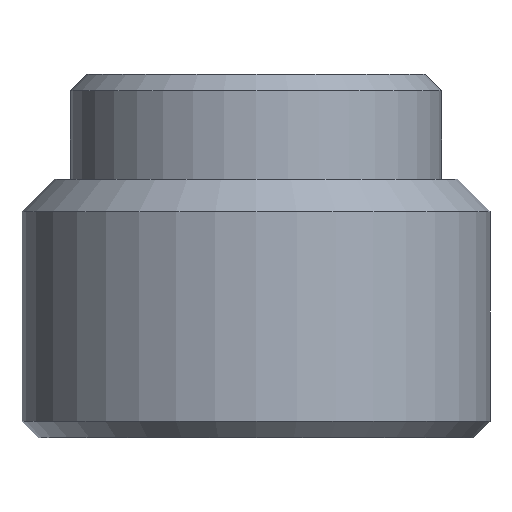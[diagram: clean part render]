
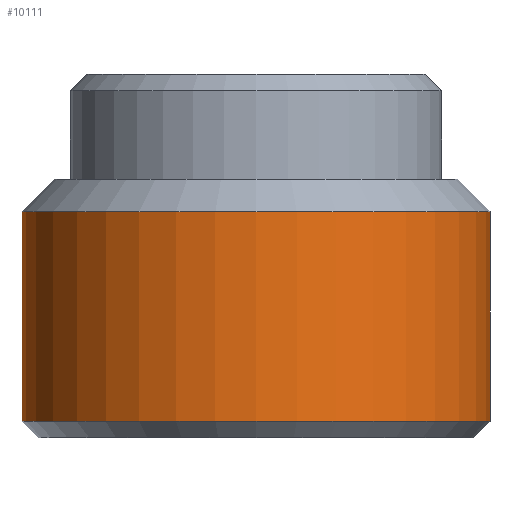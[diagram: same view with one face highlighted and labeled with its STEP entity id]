
A CAD part, left-side view. The second image highlights one B-rep face of the part: STEP entity #10111.
In plain terms, the highlighted cylindrical face has radius 7.366 mm (diameter 14.732 mm), a partial arc.
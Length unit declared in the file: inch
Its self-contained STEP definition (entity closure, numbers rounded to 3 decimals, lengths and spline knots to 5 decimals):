
#75 = EDGE_CURVE ( 'NONE', #5578, #7924, #6928, .T. ) ;
#108 = EDGE_CURVE ( 'NONE', #5566, #7818, #6976, .T. ) ;
#164 = CARTESIAN_POINT ( 'NONE',  ( 0.1904, 0.26455, -0.25222 ) ) ;
#165 = DIRECTION ( 'NONE',  ( 0., 0., 1. ) ) ;
#1045 = CARTESIAN_POINT ( 'NONE',  ( 0.1904, 0.84455, -0.68222 ) ) ;
#1049 = CARTESIAN_POINT ( 'NONE',  ( 0.1904, 0.84455, -0.42222 ) ) ;
#1117 = CARTESIAN_POINT ( 'NONE',  ( 0.1904, 0.26455, -0.68222 ) ) ;
#1161 = CARTESIAN_POINT ( 'NONE',  ( 0.1904, 0.55455, -0.42222 ) ) ;
#1167 = DIRECTION ( 'NONE',  ( 0., -1., 0. ) ) ;
#1176 = DIRECTION ( 'NONE',  ( 0., 0., 1. ) ) ;
#1324 = EDGE_CURVE ( 'NONE', #7818, #7924, #5752, .T. ) ;
#1418 = EDGE_CURVE ( 'NONE', #5566, #5578, #5883, .T. ) ;
#1452 = CARTESIAN_POINT ( 'NONE',  ( 0.1904, 0.84455, -0.25222 ) ) ;
#1459 = DIRECTION ( 'NONE',  ( 0., 0., 1. ) ) ;
#2183 = AXIS2_PLACEMENT_3D ( 'NONE', #3242, #3245, #3262 ) ;
#2762 = FACE_OUTER_BOUND ( 'NONE', #3701, .T. ) ;
#2771 = CYLINDRICAL_SURFACE ( 'NONE', #2183, 0.29 ) ;
#3242 = CARTESIAN_POINT ( 'NONE',  ( 0.1904, 0.55455, -0.25222 ) ) ;
#3245 = DIRECTION ( 'NONE',  ( 0., 0., 1. ) ) ;
#3262 = DIRECTION ( 'NONE',  ( 0., -1., 0. ) ) ;
#3701 = EDGE_LOOP ( 'NONE', ( #10470, #10469, #10472, #10473 ) ) ;
#4876 = CARTESIAN_POINT ( 'NONE',  ( 0.1904, 0.26455, -0.42222 ) ) ;
#5566 = VERTEX_POINT ( 'NONE', #1045 ) ;
#5578 = VERTEX_POINT ( 'NONE', #1049 ) ;
#5752 = LINE ( 'NONE', #164, #5755 ) ;
#5755 = VECTOR ( 'NONE', #165, 39.37008 ) ;
#5883 = LINE ( 'NONE', #1452, #5885 ) ;
#5885 = VECTOR ( 'NONE', #1459, 39.37008 ) ;
#6928 = CIRCLE ( 'NONE', #8937, 0.29 ) ;
#6976 = CIRCLE ( 'NONE', #8932, 0.29 ) ;
#7701 = CARTESIAN_POINT ( 'NONE',  ( 0.1904, 0.55455, -0.68222 ) ) ;
#7702 = DIRECTION ( 'NONE',  ( 0., 0., 1. ) ) ;
#7703 = DIRECTION ( 'NONE',  ( 0., -1., 0. ) ) ;
#7818 = VERTEX_POINT ( 'NONE', #1117 ) ;
#7924 = VERTEX_POINT ( 'NONE', #4876 ) ;
#8932 = AXIS2_PLACEMENT_3D ( 'NONE', #7701, #7702, #7703 ) ;
#8937 = AXIS2_PLACEMENT_3D ( 'NONE', #1161, #1176, #1167 ) ;
#10111 = ADVANCED_FACE ( 'NONE', ( #2762 ), #2771, .T. ) ;
#10469 = ORIENTED_EDGE ( 'NONE', *, *, #108, .T. ) ;
#10470 = ORIENTED_EDGE ( 'NONE', *, *, #1418, .F. ) ;
#10472 = ORIENTED_EDGE ( 'NONE', *, *, #1324, .T. ) ;
#10473 = ORIENTED_EDGE ( 'NONE', *, *, #75, .F. ) ;
